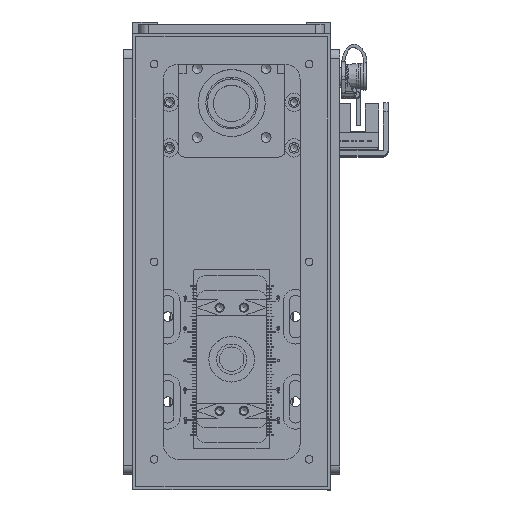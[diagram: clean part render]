
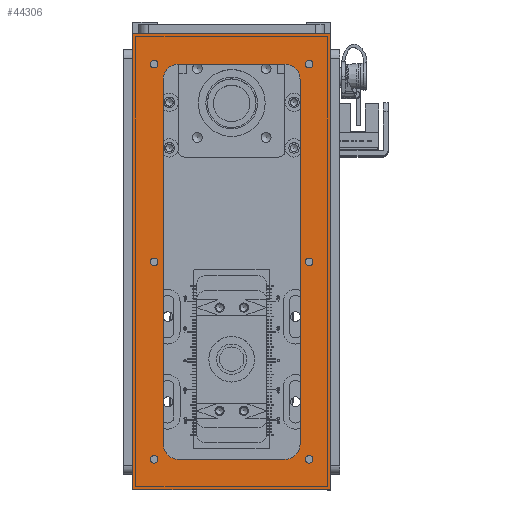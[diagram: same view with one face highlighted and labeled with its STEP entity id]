
A CAD part, top view. The second image highlights one B-rep face of the part: STEP entity #44306.
In plain terms, the highlighted planar face has unit normal (0, 0, 1).
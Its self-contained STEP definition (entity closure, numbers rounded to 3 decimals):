
#1602=FACE_BOUND('',#8065,.T.);
#1603=FACE_BOUND('',#8066,.T.);
#1604=FACE_BOUND('',#8067,.T.);
#1605=FACE_BOUND('',#8068,.T.);
#1606=FACE_BOUND('',#8069,.T.);
#1607=FACE_BOUND('',#8070,.T.);
#1608=FACE_BOUND('',#8071,.T.);
#3155=PLANE('',#48139);
#5386=FACE_OUTER_BOUND('',#8064,.T.);
#8064=EDGE_LOOP('',(#41410,#41411,#41412,#41413));
#8065=EDGE_LOOP('',(#41414));
#8066=EDGE_LOOP('',(#41415));
#8067=EDGE_LOOP('',(#41416));
#8068=EDGE_LOOP('',(#41417));
#8069=EDGE_LOOP('',(#41418));
#8070=EDGE_LOOP('',(#41419));
#8071=EDGE_LOOP('',(#41420,#41421,#41422,#41423,#41424,#41425,#41426,#41427));
#12729=LINE('',#74201,#17514);
#12735=LINE('',#74216,#17520);
#12739=LINE('',#74228,#17524);
#12742=LINE('',#74237,#17527);
#12851=LINE('',#74602,#17636);
#12855=LINE('',#74610,#17640);
#12858=LINE('',#74616,#17643);
#12861=LINE('',#74621,#17646);
#17514=VECTOR('',#59426,10.);
#17520=VECTOR('',#59440,10.);
#17524=VECTOR('',#59452,10.);
#17527=VECTOR('',#59463,10.);
#17636=VECTOR('',#59840,10.);
#17640=VECTOR('',#59846,10.);
#17643=VECTOR('',#59851,10.);
#17646=VECTOR('',#59856,10.);
#18749=CIRCLE('',#47986,5.);
#18751=CIRCLE('',#47990,5.);
#18753=CIRCLE('',#47994,5.);
#18755=CIRCLE('',#47998,5.);
#18769=CIRCLE('',#48020,1.23);
#18771=CIRCLE('',#48023,1.23);
#18773=CIRCLE('',#48026,1.23);
#18775=CIRCLE('',#48029,1.23);
#18777=CIRCLE('',#48032,1.23);
#18779=CIRCLE('',#48035,1.23);
#22782=VERTEX_POINT('',#74191);
#22783=VERTEX_POINT('',#74192);
#22786=VERTEX_POINT('',#74200);
#22788=VERTEX_POINT('',#74206);
#22789=VERTEX_POINT('',#74207);
#22792=VERTEX_POINT('',#74218);
#22793=VERTEX_POINT('',#74219);
#22796=VERTEX_POINT('',#74230);
#22810=VERTEX_POINT('',#74275);
#22812=VERTEX_POINT('',#74281);
#22814=VERTEX_POINT('',#74287);
#22816=VERTEX_POINT('',#74293);
#22818=VERTEX_POINT('',#74299);
#22820=VERTEX_POINT('',#74305);
#22918=VERTEX_POINT('',#74600);
#22919=VERTEX_POINT('',#74601);
#22922=VERTEX_POINT('',#74609);
#22924=VERTEX_POINT('',#74615);
#28882=EDGE_CURVE('',#22782,#22783,#18749,.T.);
#28886=EDGE_CURVE('',#22786,#22783,#12729,.T.);
#28889=EDGE_CURVE('',#22788,#22789,#18751,.T.);
#28894=EDGE_CURVE('',#22782,#22789,#12735,.T.);
#28895=EDGE_CURVE('',#22792,#22793,#18753,.T.);
#28900=EDGE_CURVE('',#22788,#22793,#12739,.T.);
#28901=EDGE_CURVE('',#22786,#22796,#18755,.T.);
#28905=EDGE_CURVE('',#22792,#22796,#12742,.T.);
#28924=EDGE_CURVE('',#22810,#22810,#18769,.T.);
#28927=EDGE_CURVE('',#22812,#22812,#18771,.T.);
#28930=EDGE_CURVE('',#22814,#22814,#18773,.T.);
#28933=EDGE_CURVE('',#22816,#22816,#18775,.T.);
#28936=EDGE_CURVE('',#22818,#22818,#18777,.T.);
#28939=EDGE_CURVE('',#22820,#22820,#18779,.T.);
#29086=EDGE_CURVE('',#22918,#22919,#12851,.T.);
#29090=EDGE_CURVE('',#22922,#22918,#12855,.T.);
#29093=EDGE_CURVE('',#22924,#22922,#12858,.T.);
#29096=EDGE_CURVE('',#22919,#22924,#12861,.T.);
#41410=ORIENTED_EDGE('',*,*,#29096,.F.);
#41411=ORIENTED_EDGE('',*,*,#29086,.F.);
#41412=ORIENTED_EDGE('',*,*,#29090,.F.);
#41413=ORIENTED_EDGE('',*,*,#29093,.F.);
#41414=ORIENTED_EDGE('',*,*,#28924,.T.);
#41415=ORIENTED_EDGE('',*,*,#28927,.T.);
#41416=ORIENTED_EDGE('',*,*,#28930,.T.);
#41417=ORIENTED_EDGE('',*,*,#28933,.T.);
#41418=ORIENTED_EDGE('',*,*,#28936,.T.);
#41419=ORIENTED_EDGE('',*,*,#28939,.T.);
#41420=ORIENTED_EDGE('',*,*,#28886,.T.);
#41421=ORIENTED_EDGE('',*,*,#28882,.F.);
#41422=ORIENTED_EDGE('',*,*,#28894,.T.);
#41423=ORIENTED_EDGE('',*,*,#28889,.F.);
#41424=ORIENTED_EDGE('',*,*,#28900,.T.);
#41425=ORIENTED_EDGE('',*,*,#28895,.F.);
#41426=ORIENTED_EDGE('',*,*,#28905,.T.);
#41427=ORIENTED_EDGE('',*,*,#28901,.F.);
#44306=ADVANCED_FACE('',(#5386,#1602,#1603,#1604,#1605,#1606,#1607,#1608),
#3155,.T.);
#47986=AXIS2_PLACEMENT_3D('',#74193,#59418,#59419);
#47990=AXIS2_PLACEMENT_3D('',#74208,#59431,#59432);
#47994=AXIS2_PLACEMENT_3D('',#74220,#59443,#59444);
#47998=AXIS2_PLACEMENT_3D('',#74231,#59455,#59456);
#48020=AXIS2_PLACEMENT_3D('',#74276,#59508,#59509);
#48023=AXIS2_PLACEMENT_3D('',#74282,#59515,#59516);
#48026=AXIS2_PLACEMENT_3D('',#74288,#59522,#59523);
#48029=AXIS2_PLACEMENT_3D('',#74294,#59529,#59530);
#48032=AXIS2_PLACEMENT_3D('',#74300,#59536,#59537);
#48035=AXIS2_PLACEMENT_3D('',#74306,#59543,#59544);
#48139=AXIS2_PLACEMENT_3D('',#74624,#59860,#59861);
#59418=DIRECTION('center_axis',(0.,0.,1.));
#59419=DIRECTION('ref_axis',(0.707,0.707,0.));
#59426=DIRECTION('',(1.,0.,0.));
#59431=DIRECTION('center_axis',(0.,0.,1.));
#59432=DIRECTION('ref_axis',(0.707,-0.707,0.));
#59440=DIRECTION('',(0.,-1.,0.));
#59443=DIRECTION('center_axis',(0.,0.,1.));
#59444=DIRECTION('ref_axis',(-0.707,-0.707,0.));
#59452=DIRECTION('',(-1.,0.,0.));
#59455=DIRECTION('center_axis',(0.,0.,1.));
#59456=DIRECTION('ref_axis',(-0.707,0.707,0.));
#59463=DIRECTION('',(0.,1.,0.));
#59508=DIRECTION('center_axis',(0.,0.,-1.));
#59509=DIRECTION('ref_axis',(1.,0.,0.));
#59515=DIRECTION('center_axis',(0.,0.,-1.));
#59516=DIRECTION('ref_axis',(1.,0.,0.));
#59522=DIRECTION('center_axis',(0.,0.,-1.));
#59523=DIRECTION('ref_axis',(1.,0.,0.));
#59529=DIRECTION('center_axis',(0.,0.,-1.));
#59530=DIRECTION('ref_axis',(1.,0.,0.));
#59536=DIRECTION('center_axis',(0.,0.,-1.));
#59537=DIRECTION('ref_axis',(1.,0.,0.));
#59543=DIRECTION('center_axis',(0.,0.,-1.));
#59544=DIRECTION('ref_axis',(1.,0.,0.));
#59840=DIRECTION('',(0.,1.,0.));
#59846=DIRECTION('',(-1.,0.,0.));
#59851=DIRECTION('',(0.,-1.,0.));
#59856=DIRECTION('',(1.,0.,0.));
#59860=DIRECTION('center_axis',(0.,0.,1.));
#59861=DIRECTION('ref_axis',(1.,0.,0.));
#74191=CARTESIAN_POINT('',(65.,17.5,0.));
#74192=CARTESIAN_POINT('',(60.,22.5,0.));
#74193=CARTESIAN_POINT('Origin',(60.,17.5,0.));
#74200=CARTESIAN_POINT('',(-60.,22.5,0.));
#74201=CARTESIAN_POINT('',(-32.5,22.5,0.));
#74206=CARTESIAN_POINT('',(60.,-22.5,0.));
#74207=CARTESIAN_POINT('',(65.,-17.5,0.));
#74208=CARTESIAN_POINT('Origin',(60.,-17.5,0.));
#74216=CARTESIAN_POINT('',(65.,11.25,0.));
#74218=CARTESIAN_POINT('',(-65.,-17.5,0.));
#74219=CARTESIAN_POINT('',(-60.,-22.5,0.));
#74220=CARTESIAN_POINT('Origin',(-60.,-17.5,0.));
#74228=CARTESIAN_POINT('',(32.5,-22.5,0.));
#74230=CARTESIAN_POINT('',(-65.,17.5,0.));
#74231=CARTESIAN_POINT('Origin',(-60.,17.5,0.));
#74237=CARTESIAN_POINT('',(-65.,-11.25,0.));
#74275=CARTESIAN_POINT('',(-1.23,25.5,0.));
#74276=CARTESIAN_POINT('Origin',(0.,25.5,0.));
#74281=CARTESIAN_POINT('',(63.771,-25.5,0.));
#74282=CARTESIAN_POINT('Origin',(65.,-25.5,0.));
#74287=CARTESIAN_POINT('',(-66.23,25.5,0.));
#74288=CARTESIAN_POINT('Origin',(-65.,25.5,0.));
#74293=CARTESIAN_POINT('',(-66.23,-25.5,0.));
#74294=CARTESIAN_POINT('Origin',(-65.,-25.5,0.));
#74299=CARTESIAN_POINT('',(63.771,25.5,0.));
#74300=CARTESIAN_POINT('Origin',(65.,25.5,0.));
#74305=CARTESIAN_POINT('',(-1.23,-25.5,0.));
#74306=CARTESIAN_POINT('Origin',(0.,-25.5,0.));
#74600=CARTESIAN_POINT('',(-75.,-32.5,0.));
#74601=CARTESIAN_POINT('',(-75.,32.5,0.));
#74602=CARTESIAN_POINT('',(-75.,-32.5,0.));
#74609=CARTESIAN_POINT('',(75.,-32.5,0.));
#74610=CARTESIAN_POINT('',(75.,-32.5,0.));
#74615=CARTESIAN_POINT('',(75.,32.5,0.));
#74616=CARTESIAN_POINT('',(75.,32.5,0.));
#74621=CARTESIAN_POINT('',(-75.,32.5,0.));
#74624=CARTESIAN_POINT('Origin',(0.,0.,0.));
